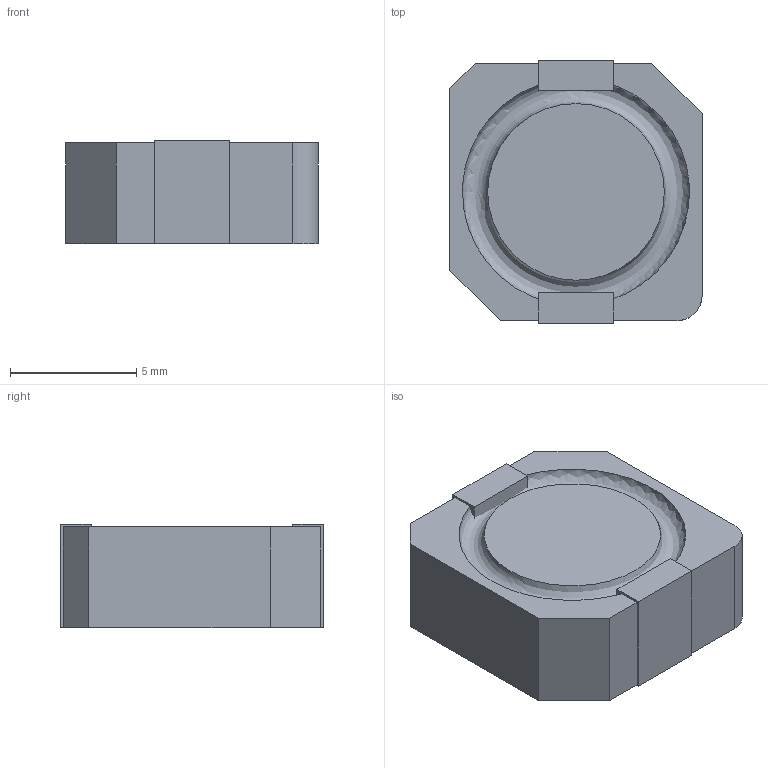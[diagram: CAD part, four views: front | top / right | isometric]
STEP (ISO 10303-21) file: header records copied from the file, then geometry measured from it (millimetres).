
FILE_DESCRIPTION(('FreeCAD Model'),'2;1');
FILE_NAME('cdrh104rnp.step', '2019-11-18T14:28:51',('Author'),(''), 'Open CASCADE STEP processor 7.3','FreeCAD','Unknown');
FILE_SCHEMA(('AUTOMOTIVE_DESIGN { 1 0 10303 214 1 1 1 1 }'));
Length unit declared in the file: millimetre
Products named in the file (3): Groove; Pad001; Pad001_(Mirror_#1)
Bounding box: 10 x 10.4 x 4.1 mm (x, y, z)
Volume: 408.8 mm3; surface area: 440.4 mm2
Topology: 3 solids, 3 shells, 24 faces, 51 edges, 34 vertices
Faces by surface type: plane 22, cylinder 1, revolution 1
Entity records: 920 total; most frequent: CARTESIAN_POINT 257, DIRECTION 105, ORIENTED_EDGE 102, EDGE_CURVE 51, LINE 46, VECTOR 46, VERTEX_POINT 34, AXIS2_PLACEMENT_3D 29
